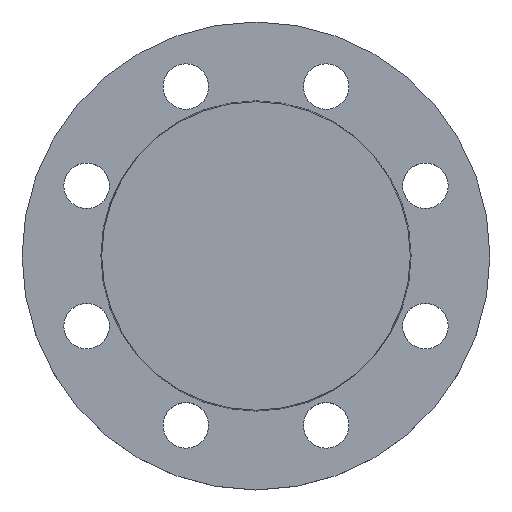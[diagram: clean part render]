
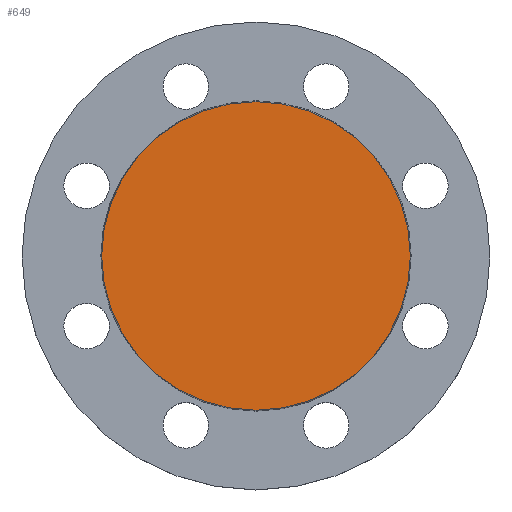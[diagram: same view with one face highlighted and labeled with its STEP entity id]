
A CAD part, top view. The second image highlights one B-rep face of the part: STEP entity #649.
In plain terms, the highlighted planar face has unit normal (0, 0, 1).
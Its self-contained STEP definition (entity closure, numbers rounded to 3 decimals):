
#4 = PLANE ( 'NONE',  #692 ) ;
#17 = DIRECTION ( 'NONE',  ( -1., 0., 0. ) ) ;
#31 = VERTEX_POINT ( 'NONE', #530 ) ;
#138 = CIRCLE ( 'NONE', #743, 61. ) ;
#230 = DIRECTION ( 'NONE',  ( -1., 0., 0. ) ) ;
#242 = VERTEX_POINT ( 'NONE', #744 ) ;
#313 = CARTESIAN_POINT ( 'NONE',  ( 0., 0., 0. ) ) ;
#353 = ORIENTED_EDGE ( 'NONE', *, *, #605, .F. ) ;
#356 = ORIENTED_EDGE ( 'NONE', *, *, #1006, .F. ) ;
#378 = CIRCLE ( 'NONE', #983, 61. ) ;
#403 = CARTESIAN_POINT ( 'NONE',  ( 0., 0., 0. ) ) ;
#530 = CARTESIAN_POINT ( 'NONE',  ( -61., 0., 0. ) ) ;
#605 = EDGE_CURVE ( 'NONE', #31, #242, #138, .T. ) ;
#645 = CARTESIAN_POINT ( 'NONE',  ( 0., 0., 0. ) ) ;
#649 = ADVANCED_FACE ( 'NONE', ( #739 ), #4, .T. ) ;
#658 = DIRECTION ( 'NONE',  ( 0., 0., 1. ) ) ;
#692 = AXIS2_PLACEMENT_3D ( 'NONE', #313, #658, #964 ) ;
#739 = FACE_OUTER_BOUND ( 'NONE', #1014, .T. ) ;
#743 = AXIS2_PLACEMENT_3D ( 'NONE', #645, #953, #230 ) ;
#744 = CARTESIAN_POINT ( 'NONE',  ( 61., 0., 0. ) ) ;
#748 = DIRECTION ( 'NONE',  ( 0., 0., -1. ) ) ;
#953 = DIRECTION ( 'NONE',  ( 0., 0., -1. ) ) ;
#964 = DIRECTION ( 'NONE',  ( 1., 0., 0. ) ) ;
#983 = AXIS2_PLACEMENT_3D ( 'NONE', #403, #748, #17 ) ;
#1006 = EDGE_CURVE ( 'NONE', #242, #31, #378, .T. ) ;
#1014 = EDGE_LOOP ( 'NONE', ( #353, #356 ) ) ;
